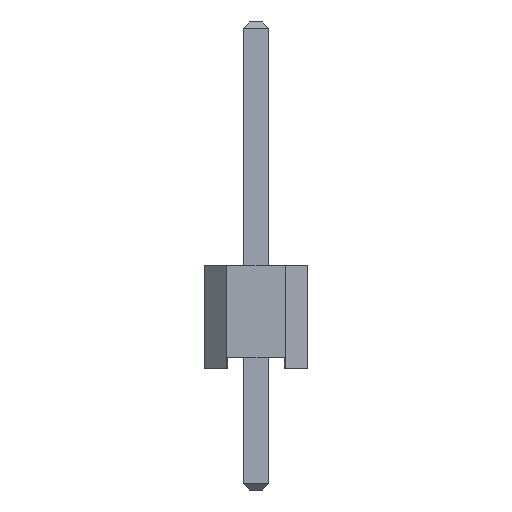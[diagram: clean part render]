
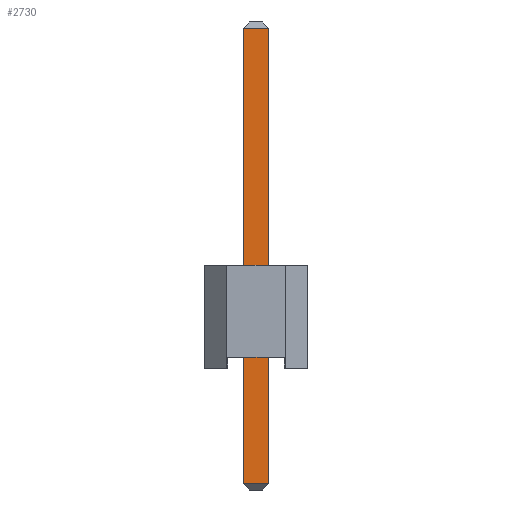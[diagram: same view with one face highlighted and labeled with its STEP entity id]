
A CAD part, left-side view. The second image highlights one B-rep face of the part: STEP entity #2730.
In plain terms, the highlighted planar face has unit normal (-1, 0, 0).
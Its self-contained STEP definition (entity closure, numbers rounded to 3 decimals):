
#66=FACE_OUTER_BOUND('',#234,.T.);
#234=EDGE_LOOP('',(#1885,#1886,#1887,#1888));
#413=LINE('',#3873,#797);
#427=LINE('',#3899,#811);
#438=LINE('',#3922,#822);
#440=LINE('',#3925,#824);
#797=VECTOR('',#3138,10.);
#811=VECTOR('',#3160,10.);
#822=VECTOR('',#3183,10.);
#824=VECTOR('',#3187,10.);
#1169=VERTEX_POINT('',#3871);
#1170=VERTEX_POINT('',#3872);
#1178=VERTEX_POINT('',#3897);
#1182=VERTEX_POINT('',#3910);
#1421=EDGE_CURVE('',#1169,#1170,#413,.T.);
#1435=EDGE_CURVE('',#1169,#1178,#427,.T.);
#1446=EDGE_CURVE('',#1182,#1178,#438,.T.);
#1448=EDGE_CURVE('',#1170,#1182,#440,.T.);
#1885=ORIENTED_EDGE('',*,*,#1421,.F.);
#1886=ORIENTED_EDGE('',*,*,#1435,.T.);
#1887=ORIENTED_EDGE('',*,*,#1446,.F.);
#1888=ORIENTED_EDGE('',*,*,#1448,.F.);
#2562=PLANE('',#2924);
#2730=ADVANCED_FACE('',(#66),#2562,.T.);
#2924=AXIS2_PLACEMENT_3D('',#3924,#3185,#3186);
#3138=DIRECTION('',(0.,1.,0.));
#3160=DIRECTION('',(0.,0.,1.));
#3183=DIRECTION('',(0.,-1.,0.));
#3185=DIRECTION('center_axis',(-1.,0.,0.));
#3186=DIRECTION('ref_axis',(0.,-1.,0.));
#3187=DIRECTION('',(0.,0.,1.));
#3871=CARTESIAN_POINT('',(-6.67,-0.32,-2.8));
#3872=CARTESIAN_POINT('',(-6.67,0.32,-2.8));
#3873=CARTESIAN_POINT('',(-6.67,0.16,-2.8));
#3897=CARTESIAN_POINT('',(-6.67,-0.32,8.44));
#3899=CARTESIAN_POINT('',(-6.67,-0.32,-2.95));
#3910=CARTESIAN_POINT('',(-6.67,0.32,8.44));
#3922=CARTESIAN_POINT('',(-6.67,0.16,8.44));
#3924=CARTESIAN_POINT('Origin',(-6.67,0.32,-2.95));
#3925=CARTESIAN_POINT('',(-6.67,0.32,-2.95));
